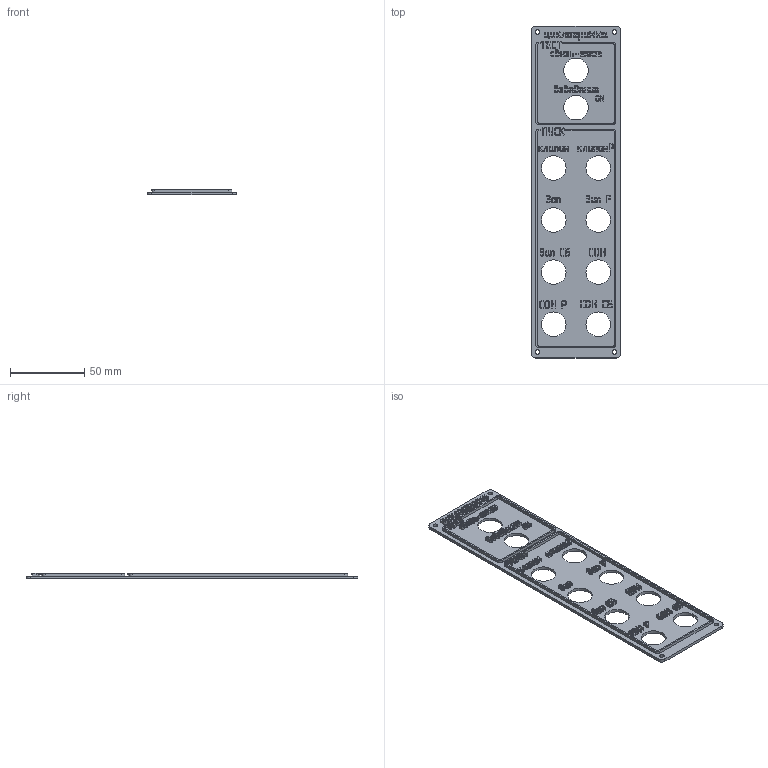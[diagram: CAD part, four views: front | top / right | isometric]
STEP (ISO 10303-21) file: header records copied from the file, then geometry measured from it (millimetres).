
FILE_DESCRIPTION(/* description */ (''),/* implementation_level */ '2;1');
FILE_NAME(/* name */ '',/* time_stamp */ '2024-04-07T13:12:47+03:00',/* author */ ('matvey'),/* organization */ (''),/* preprocessor_version */ 'ST-DEVELOPER v19.2',/* originating_system */ 'Autodesk Inventor 2023',/* authorisation */ '');
FILE_SCHEMA (('AUTOMOTIVE_DESIGN { 1 0 10303 214 3 1 1 }'));
Products named in the file (1): блок управления
Bounding box: 60 x 223 x 4 mm (x, y, z)
Volume: 24361 mm3; surface area: 29932.3 mm2
Topology: 1 solids, 1 shells, 1667 faces, 4659 edges, 3106 vertices
Faces by surface type: bspline 893, plane 740, cylinder 34
Full cylindrical faces by diameter (mm): 3 x4, 16.5 x10
Entity records: 55626 total; most frequent: CARTESIAN_POINT 18750, ORIENTED_EDGE 9318, EDGE_CURVE 4659, DIRECTION 4491, VERTEX_POINT 3106, LINE 2805, VECTOR 2805, EDGE_LOOP 1807
